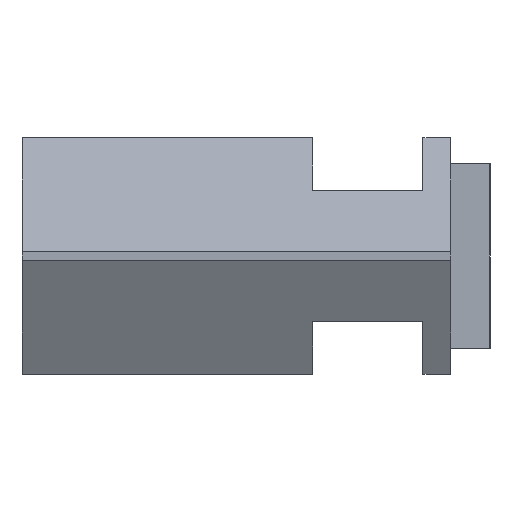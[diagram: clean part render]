
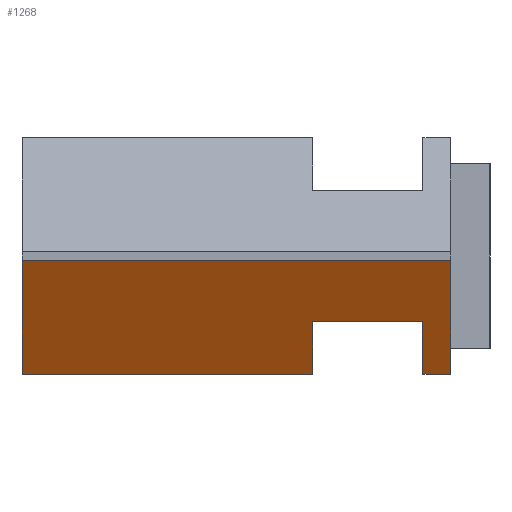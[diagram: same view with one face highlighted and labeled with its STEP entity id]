
A CAD part, left-side view. The second image highlights one B-rep face of the part: STEP entity #1268.
In plain terms, the highlighted planar face has unit normal (-0.866, 0, -0.5).
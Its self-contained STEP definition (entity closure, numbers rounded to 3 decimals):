
#80=FACE_OUTER_BOUND('',#142,.T.);
#142=EDGE_LOOP('',(#1043,#1044,#1045,#1046,#1047,#1048,#1049,#1050));
#160=LINE('',#1679,#322);
#169=LINE('',#1700,#331);
#175=LINE('',#1714,#337);
#181=LINE('',#1725,#343);
#185=LINE('',#1734,#347);
#275=LINE('',#1918,#437);
#306=LINE('',#1981,#468);
#307=LINE('',#1982,#469);
#322=VECTOR('',#1368,5.);
#331=VECTOR('',#1389,2.309);
#337=VECTOR('',#1403,1.05);
#343=VECTOR('',#1415,4.2);
#347=VECTOR('',#1423,2.309);
#437=VECTOR('',#1571,11.05);
#468=VECTOR('',#1632,16.3);
#469=VECTOR('',#1633,5.);
#485=VERTEX_POINT('',#1676);
#486=VERTEX_POINT('',#1678);
#489=VERTEX_POINT('',#1693);
#492=VERTEX_POINT('',#1698);
#498=VERTEX_POINT('',#1722);
#501=VERTEX_POINT('',#1733);
#566=VERTEX_POINT('',#1917);
#583=VERTEX_POINT('',#1980);
#597=EDGE_CURVE('',#485,#486,#160,.T.);
#608=EDGE_CURVE('',#489,#492,#169,.T.);
#615=EDGE_CURVE('',#492,#486,#175,.T.);
#621=EDGE_CURVE('',#498,#489,#181,.T.);
#625=EDGE_CURVE('',#501,#498,#185,.T.);
#717=EDGE_CURVE('',#566,#501,#275,.T.);
#750=EDGE_CURVE('',#583,#485,#306,.T.);
#751=EDGE_CURVE('',#583,#566,#307,.T.);
#1043=ORIENTED_EDGE('',*,*,#625,.T.);
#1044=ORIENTED_EDGE('',*,*,#621,.T.);
#1045=ORIENTED_EDGE('',*,*,#608,.T.);
#1046=ORIENTED_EDGE('',*,*,#615,.T.);
#1047=ORIENTED_EDGE('',*,*,#597,.F.);
#1048=ORIENTED_EDGE('',*,*,#750,.F.);
#1049=ORIENTED_EDGE('',*,*,#751,.T.);
#1050=ORIENTED_EDGE('',*,*,#717,.T.);
#1145=PLANE('',#1340);
#1268=ADVANCED_FACE('',(#80),#1145,.T.);
#1340=AXIS2_PLACEMENT_3D('',#1979,#1630,#1631);
#1368=DIRECTION('',(0.5,0.,-0.866));
#1389=DIRECTION('',(0.5,0.,-0.866));
#1403=DIRECTION('',(0.,-1.,0.));
#1415=DIRECTION('',(0.,-1.,0.));
#1423=DIRECTION('',(-0.5,0.,0.866));
#1571=DIRECTION('',(0.,-1.,0.));
#1630=DIRECTION('center_axis',(-0.866,0.,
-0.5));
#1631=DIRECTION('ref_axis',(-0.5,0.,0.866));
#1632=DIRECTION('',(0.,-1.,0.));
#1633=DIRECTION('',(0.5,0.,-0.866));
#1676=CARTESIAN_POINT('',(0.,-5.25,4.33));
#1678=CARTESIAN_POINT('',(2.5,-5.25,0.));
#1679=CARTESIAN_POINT('',(0.,-5.25,4.33));
#1693=CARTESIAN_POINT('',(1.345,-4.2,2.));
#1698=CARTESIAN_POINT('',(2.5,-4.2,0.));
#1700=CARTESIAN_POINT('',(0.,-4.2,4.33));
#1714=CARTESIAN_POINT('',(2.5,-4.2,0.));
#1722=CARTESIAN_POINT('',(1.345,0.,2.));
#1725=CARTESIAN_POINT('',(1.345,0.,2.));
#1733=CARTESIAN_POINT('',(2.5,0.,0.));
#1734=CARTESIAN_POINT('',(4.563,0.,-3.572));
#1917=CARTESIAN_POINT('',(2.5,11.05,0.));
#1918=CARTESIAN_POINT('',(2.5,1.992,0.));
#1979=CARTESIAN_POINT('Origin',(1.25,1.992,2.165));
#1980=CARTESIAN_POINT('',(0.,11.05,4.33));
#1981=CARTESIAN_POINT('',(0.,0.,4.33));
#1982=CARTESIAN_POINT('',(1.563,11.05,1.624));
